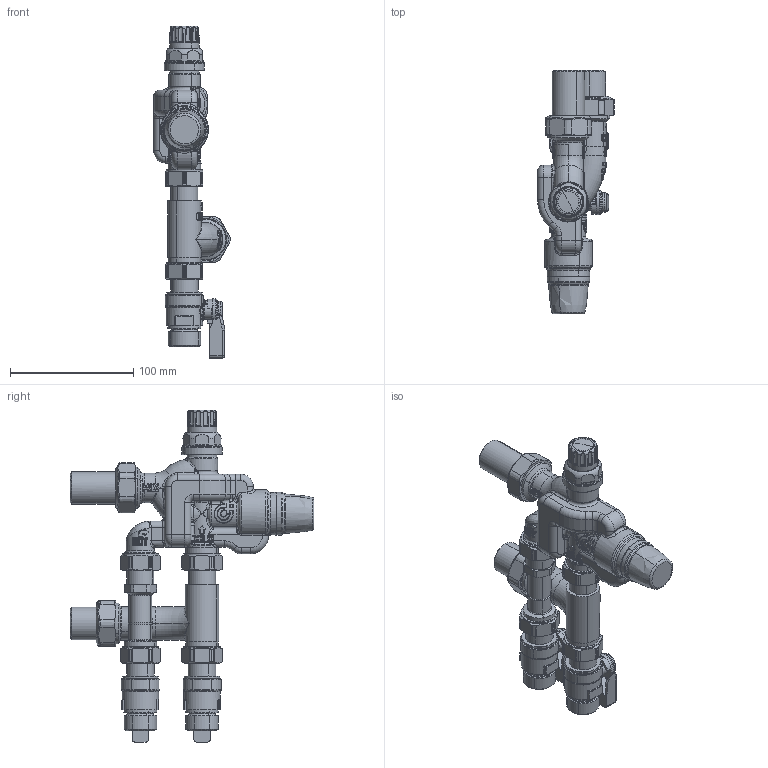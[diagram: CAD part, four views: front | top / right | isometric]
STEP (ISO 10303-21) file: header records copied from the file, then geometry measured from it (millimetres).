
FILE_DESCRIPTION(('CATIA V5 STEP Exchange'),'2;1');
FILE_NAME('STEP_600501_-_TST.stp','2018-06-20T09:12:12+00:00',('none'),('none'),'CATIA Version 5-6 Release 2016 SP4','CATIA V5 STEP AP203','none');
FILE_SCHEMA(('CONFIG_CONTROL_DESIGN'));
Length unit declared in the file: millimetre
Products named in the file (1): 600501 - TST
Bounding box: 62.33 x 197.7 x 269.23 mm (x, y, z)
Volume: 503960.9 mm3; surface area: 87278.2 mm2
Topology: 1 solids, 4 shells, 4846 faces, 11409 edges, 6370 vertices
Faces by surface type: bspline 2036, cylinder 1202, plane 605, torus 488, sphere 268, cone 201, extrusion 27, revolution 19
Entity records: 240453 total; most frequent: CARTESIAN_POINT 153715, ORIENTED_EDGE 22256, EDGE_CURVE 11128, DIRECTION 9486, VERTEX_POINT 6370, B_SPLINE_CURVE_WITH_KNOTS 6234, EDGE_LOOP 4928, AXIS2_PLACEMENT_3D 4899
